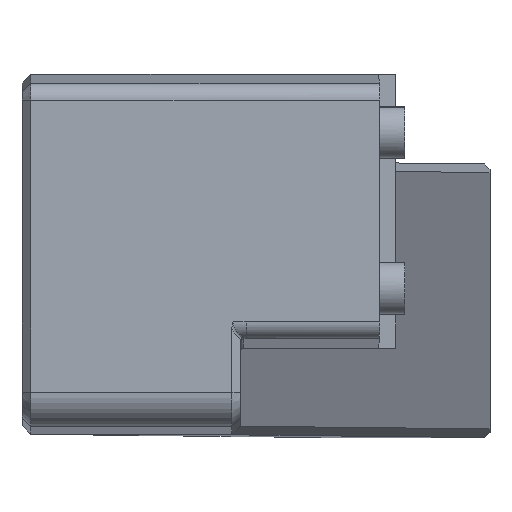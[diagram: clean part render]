
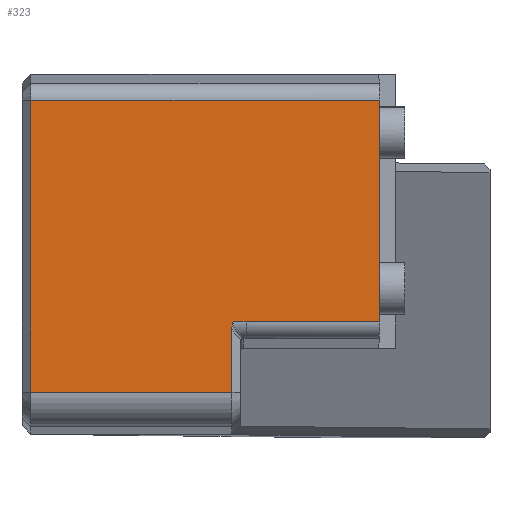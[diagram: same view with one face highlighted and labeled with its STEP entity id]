
A CAD part, top view. The second image highlights one B-rep face of the part: STEP entity #323.
In plain terms, the highlighted planar face has unit normal (0, 0, 1).
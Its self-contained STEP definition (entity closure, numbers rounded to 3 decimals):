
#249=B_SPLINE_CURVE_WITH_KNOTS('',3,(#2482,#2483,#2484,#2485),
 .UNSPECIFIED.,.F.,.F.,(4,4),(0.,1.),.UNSPECIFIED.);
#323=ADVANCED_FACE('',(#458),#406,.T.);
#406=PLANE('',#1738);
#458=FACE_OUTER_BOUND('',#540,.T.);
#540=EDGE_LOOP('',(#758,#759,#760,#761,#762,#763,#764,#765));
#758=ORIENTED_EDGE('',*,*,#1287,.T.);
#759=ORIENTED_EDGE('',*,*,#1288,.T.);
#760=ORIENTED_EDGE('',*,*,#1289,.T.);
#761=ORIENTED_EDGE('',*,*,#1290,.T.);
#762=ORIENTED_EDGE('',*,*,#1291,.T.);
#763=ORIENTED_EDGE('',*,*,#1292,.T.);
#764=ORIENTED_EDGE('',*,*,#1293,.T.);
#765=ORIENTED_EDGE('',*,*,#1294,.T.);
#1120=VERTEX_POINT('',#2478);
#1121=VERTEX_POINT('',#2479);
#1122=VERTEX_POINT('',#2481);
#1123=VERTEX_POINT('',#2486);
#1124=VERTEX_POINT('',#2488);
#1125=VERTEX_POINT('',#2490);
#1126=VERTEX_POINT('',#2492);
#1127=VERTEX_POINT('',#2494);
#1287=EDGE_CURVE('',#1120,#1121,#1488,.T.);
#1288=EDGE_CURVE('',#1121,#1122,#1489,.T.);
#1289=EDGE_CURVE('',#1122,#1123,#249,.T.);
#1290=EDGE_CURVE('',#1123,#1124,#1490,.T.);
#1291=EDGE_CURVE('',#1124,#1125,#1491,.T.);
#1292=EDGE_CURVE('',#1125,#1126,#1492,.T.);
#1293=EDGE_CURVE('',#1126,#1127,#1493,.T.);
#1294=EDGE_CURVE('',#1127,#1120,#1494,.T.);
#1488=LINE('',#2477,#1649);
#1489=LINE('',#2480,#1650);
#1490=LINE('',#2487,#1651);
#1491=LINE('',#2489,#1652);
#1492=LINE('',#2491,#1653);
#1493=LINE('',#2493,#1654);
#1494=LINE('',#2495,#1655);
#1649=VECTOR('',#2004,1.);
#1650=VECTOR('',#2005,1.);
#1651=VECTOR('',#2006,1.);
#1652=VECTOR('',#2007,1.);
#1653=VECTOR('',#2008,1.);
#1654=VECTOR('',#2009,1.);
#1655=VECTOR('',#2010,1.);
#1738=AXIS2_PLACEMENT_3D('',#2496,#2011,#2012);
#2004=DIRECTION('',(1.,0.,0.));
#2005=DIRECTION('',(0.,1.,0.));
#2006=DIRECTION('',(1.,0.,0.));
#2007=DIRECTION('',(1.,0.,0.));
#2008=DIRECTION('',(0.,1.,0.));
#2009=DIRECTION('',(-1.,0.,0.));
#2010=DIRECTION('',(0.,-1.,0.));
#2011=DIRECTION('',(0.,0.,1.));
#2012=DIRECTION('',(-1.,0.,0.));
#2477=CARTESIAN_POINT('',(-14.471,-4.684,6.828));
#2478=CARTESIAN_POINT('',(-28.493,-4.684,6.828));
#2479=CARTESIAN_POINT('',(-16.829,-4.684,6.828));
#2480=CARTESIAN_POINT('',(-16.829,-0.6,6.828));
#2481=CARTESIAN_POINT('',(-16.829,-0.97,6.828));
#2482=CARTESIAN_POINT('',(-16.829,-0.97,6.828));
#2483=CARTESIAN_POINT('',(-16.829,-0.848,6.828));
#2484=CARTESIAN_POINT('',(-16.801,-0.725,6.828));
#2485=CARTESIAN_POINT('',(-16.746,-0.6,6.828));
#2486=CARTESIAN_POINT('',(-16.746,-0.6,6.828));
#2487=CARTESIAN_POINT('',(-16.,-0.6,6.828));
#2488=CARTESIAN_POINT('',(-16.,-0.6,6.828));
#2489=CARTESIAN_POINT('',(-8.269,-0.6,6.828));
#2490=CARTESIAN_POINT('',(-8.269,-0.6,6.828));
#2491=CARTESIAN_POINT('',(-8.269,17.136,6.828));
#2492=CARTESIAN_POINT('',(-8.269,12.234,6.828));
#2493=CARTESIAN_POINT('',(-30.075,12.234,6.828));
#2494=CARTESIAN_POINT('',(-28.493,12.234,6.828));
#2495=CARTESIAN_POINT('',(-28.493,-5.6,6.828));
#2496=CARTESIAN_POINT('',(-24.,13.748,6.828));
